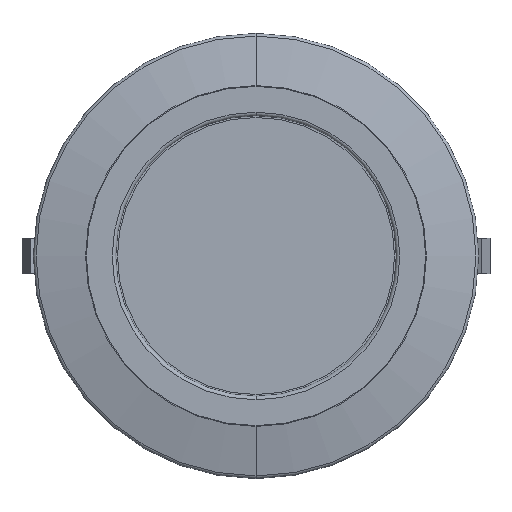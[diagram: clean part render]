
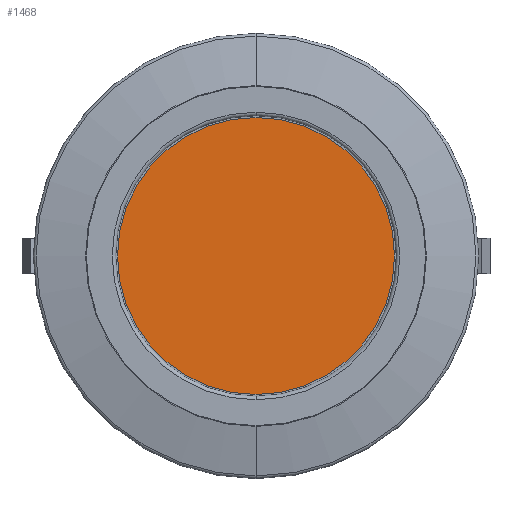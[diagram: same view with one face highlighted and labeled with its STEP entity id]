
A CAD part, front view. The second image highlights one B-rep face of the part: STEP entity #1468.
In plain terms, the highlighted planar face has unit normal (0, -1, 0).
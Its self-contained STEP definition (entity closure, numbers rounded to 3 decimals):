
#24 = EDGE_CURVE ( 'NONE', #2975, #175, #790, .T. ) ;
#163 = CIRCLE ( 'NONE', #1859, 39.5 ) ;
#175 = VERTEX_POINT ( 'NONE', #956 ) ;
#245 = EDGE_CURVE ( 'NONE', #175, #2975, #163, .T. ) ;
#614 = CARTESIAN_POINT ( 'NONE',  ( 0., 2., 0. ) ) ;
#620 = DIRECTION ( 'NONE',  ( 0., 0., -1. ) ) ;
#707 = CARTESIAN_POINT ( 'NONE',  ( 0., 2., -39.5 ) ) ;
#778 = ORIENTED_EDGE ( 'NONE', *, *, #245, .T. ) ;
#790 = CIRCLE ( 'NONE', #3425, 39.5 ) ;
#888 = CARTESIAN_POINT ( 'NONE',  ( 0., 2., 0. ) ) ;
#956 = CARTESIAN_POINT ( 'NONE',  ( 0., 2., 39.5 ) ) ;
#1080 = EDGE_LOOP ( 'NONE', ( #778, #1642 ) ) ;
#1191 = DIRECTION ( 'NONE',  ( 0., -1., 0. ) ) ;
#1468 = ADVANCED_FACE ( 'NONE', ( #2150 ), #1510, .T. ) ;
#1510 = PLANE ( 'NONE',  #2387 ) ;
#1642 = ORIENTED_EDGE ( 'NONE', *, *, #24, .T. ) ;
#1859 = AXIS2_PLACEMENT_3D ( 'NONE', #614, #2867, #2043 ) ;
#2037 = CARTESIAN_POINT ( 'NONE',  ( 0., 2., 0. ) ) ;
#2043 = DIRECTION ( 'NONE',  ( 0., 0., -1. ) ) ;
#2150 = FACE_OUTER_BOUND ( 'NONE', #1080, .T. ) ;
#2387 = AXIS2_PLACEMENT_3D ( 'NONE', #2037, #3437, #2608 ) ;
#2608 = DIRECTION ( 'NONE',  ( 0., 0., -1. ) ) ;
#2867 = DIRECTION ( 'NONE',  ( 0., -1., 0. ) ) ;
#2975 = VERTEX_POINT ( 'NONE', #707 ) ;
#3425 = AXIS2_PLACEMENT_3D ( 'NONE', #888, #1191, #620 ) ;
#3437 = DIRECTION ( 'NONE',  ( 0., -1., 0. ) ) ;
